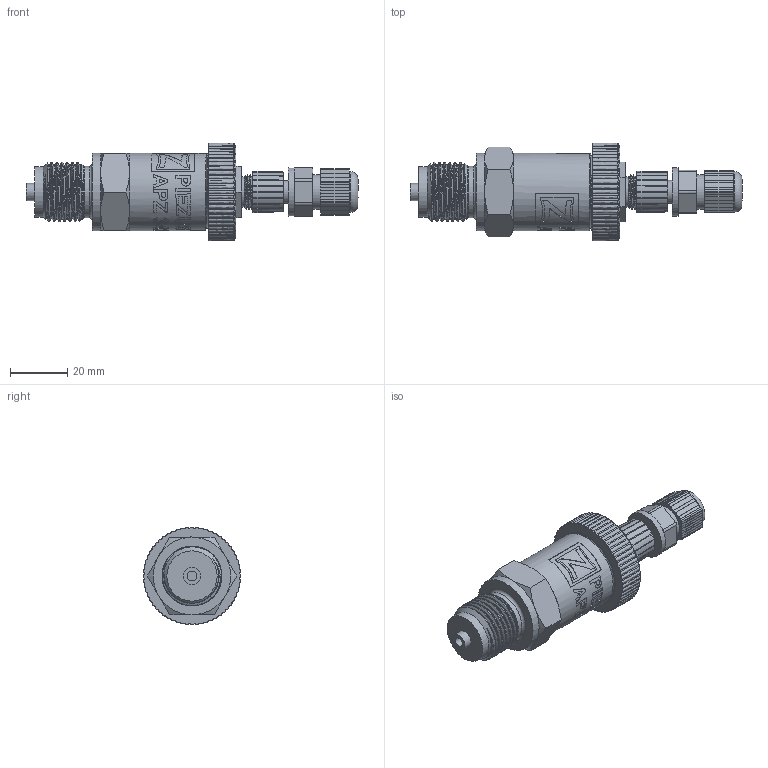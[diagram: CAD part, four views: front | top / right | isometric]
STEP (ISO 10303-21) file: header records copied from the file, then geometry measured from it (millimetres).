
FILE_DESCRIPTION(/* description */ (''),/* implementation_level */ '2;1');
FILE_NAME(/* name */ 'APZ3420_G1`2EN_M12x1-straight.step',/* time_stamp */ '2021-06-08T16:58:28+03:00',/* author */ (''),/* organization */ (''),/* preprocessor_version */ 'ST-DEVELOPER v18.1',/* originating_system */ 'Autodesk Translation Framework v10.9.0.1377',/* authorisation */ '');
FILE_SCHEMA (('AUTOMOTIVE_DESIGN { 1 0 10303 214 3 1 1 }'));
Products named in the file (6): (Unsaved); G1/2 EN; OMAL nut M27x1.5 v8; M12x1 male v16; Ш100.000.002 v4; M12x1 female straight v9
Assembly tree (5 placements, depth 2):
  (Unsaved)
    G1/2 EN
    OMAL nut M27x1.5 v8
    M12x1 male v16
    Ш100.000.002 v4
    M12x1 female straight v9
Bounding box: 115.55 x 34 x 34 mm (x, y, z)
Volume: 44858.4 mm3; surface area: 18679.1 mm2
Topology: 16 solids, 16 shells, 913 faces, 2525 edges, 1684 vertices
Faces by surface type: bspline 467, plane 259, cylinder 135, cone 46, torus 6
Full cylindrical faces by diameter (mm): 1 x12, 1.5 x4, 3.3 x1, 6 x1, 7.3 x1, 8 x3, 8.2 x1, 10.293 x1, 10.6 x2, 10.741 x6, 11.884 x5, 12 x1, 14 x2, 14.137 x4, 14.526 x1, 15.85 x3, 17 x1, 17.5 x1, 18 x1, 18.631 x7, 21.4 x2, 22.4 x1, 24.5 x1, 25.132 x4, 25.526 x4, 26.85 x4, 27 x1, 27.208 x5
Entity records: 65342 total; most frequent: CARTESIAN_POINT 44754, ORIENTED_EDGE 5050, DIRECTION 2835, EDGE_CURVE 2525, VERTEX_POINT 1684, LINE 1179, VECTOR 1179, EDGE_LOOP 968
